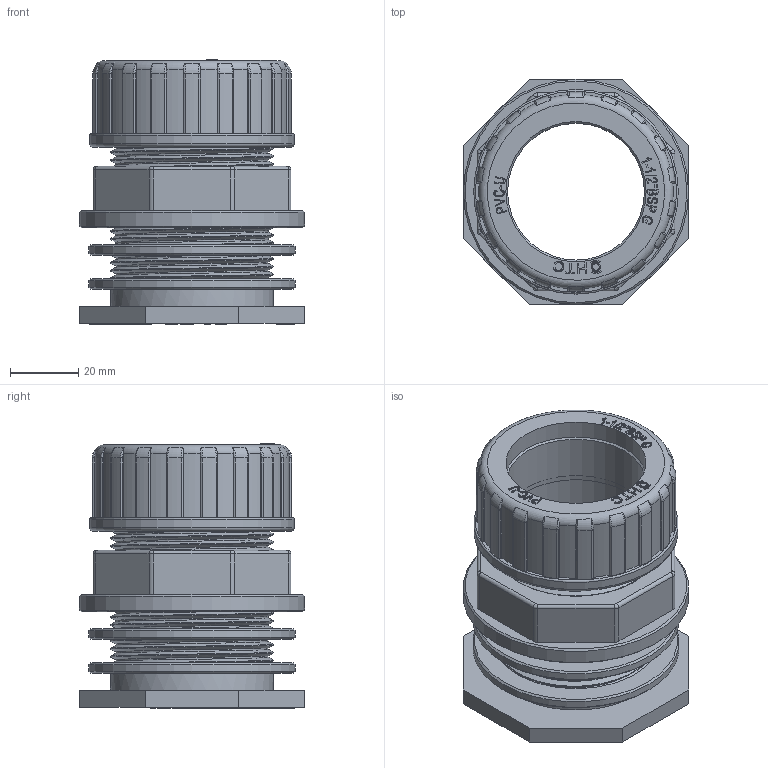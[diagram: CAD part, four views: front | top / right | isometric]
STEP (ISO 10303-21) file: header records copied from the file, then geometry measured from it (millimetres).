
FILE_DESCRIPTION(/* description */ (''),/* implementation_level */ '2;1');
FILE_NAME(/* name */ '40束节水箱接头.stp',/* time_stamp */ '2025-04-26T16:25:32+08:00',/* author */ (''),/* organization */ (''),/* preprocessor_version */ 'ST-DEVELOPER v16.7',/* originating_system */ 'SIEMENS PLM Software NX 12.0',/* authorisation */ '');
FILE_SCHEMA (('AUTOMOTIVE_DESIGN { 1 0 10303 214 3 1 1 1 }'));
Length unit declared in the file: millimetre
Products named in the file (1): Admi115C9447au69
Bounding box: 66 x 66 x 77.48 mm (x, y, z)
Volume: 65952 mm3; surface area: 62343.2 mm2
Topology: 5 solids, 6 shells, 896 faces, 2381 edges, 1566 vertices
Faces by surface type: plane 387, extrusion 257, cylinder 167, bspline 53, torus 23, cone 9
Full cylindrical faces by diameter (mm): 1.962 x1, 2.616 x1, 40.1 x1, 40.6 x1, 41.1 x1, 44.845 x22, 47.603 x1, 47.803 x36, 48.5 x2, 60 x1, 60.5 x2, 66 x1
Entity records: 39952 total; most frequent: CARTESIAN_POINT 21211, ORIENTED_EDGE 4338, DIRECTION 2769, EDGE_CURVE 2169, VERTEX_POINT 1442, B_SPLINE_CURVE_WITH_KNOTS 1243, VECTOR 1173, EDGE_LOOP 953
